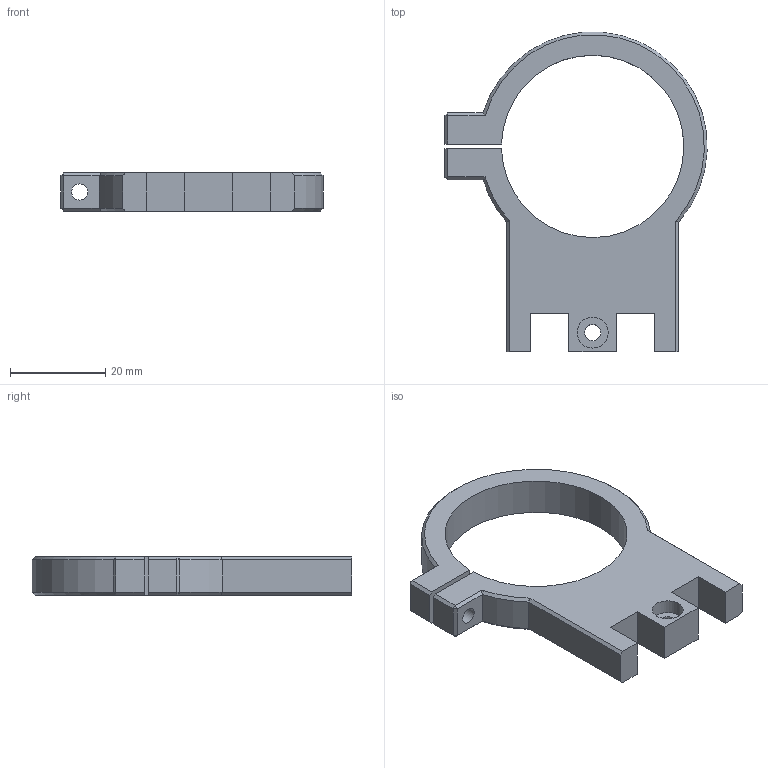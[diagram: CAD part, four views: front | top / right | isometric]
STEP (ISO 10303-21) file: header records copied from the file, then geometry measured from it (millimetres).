
FILE_DESCRIPTION(('FreeCAD Model'),'2;1');
FILE_NAME('Open CASCADE Shape Model','2023-10-24T16:00:52',(''),(''), 'Open CASCADE STEP processor 7.6','FreeCAD','Unknown');
FILE_SCHEMA(('AUTOMOTIVE_DESIGN { 1 0 10303 214 1 1 1 1 }'));
Length unit declared in the file: millimetre
Products named in the file (1): Holder-Holder
Bounding box: 54.93 x 66.91 x 8 mm (x, y, z)
Volume: 10867.1 mm3; surface area: 5983.8 mm2
Topology: 1 solids, 1 shells, 53 faces, 130 edges, 80 vertices
Faces by surface type: plane 38, cone 8, cylinder 7
Full cylindrical faces by diameter (mm): 3.4 x3, 6.5 x1
Entity records: 1568 total; most frequent: DIRECTION 268, CARTESIAN_POINT 264, ORIENTED_EDGE 260, EDGE_CURVE 130, LINE 100, VECTOR 100, AXIS2_PLACEMENT_3D 84, VERTEX_POINT 80
